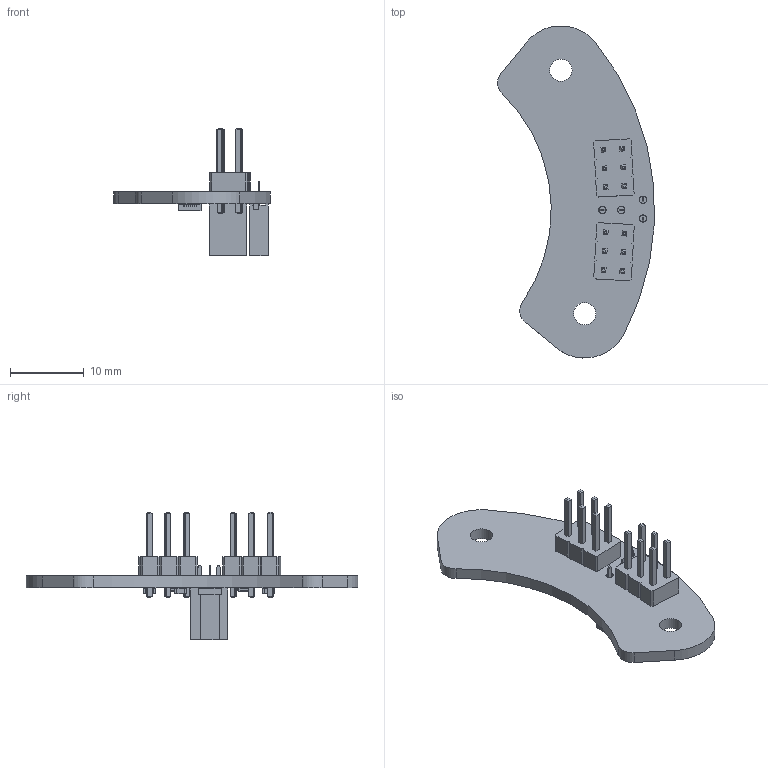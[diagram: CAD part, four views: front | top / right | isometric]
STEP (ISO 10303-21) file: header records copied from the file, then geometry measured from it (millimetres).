
FILE_DESCRIPTION(('KiCad electronic assembly'),'2;1');
FILE_NAME('universal_hall_pcb_v2.9.step','2022-02-25T15:50:05',('Pcbnew' ),('Kicad'),'Open CASCADE STEP processor 7.5', 'KiCad to STEP converter','Unknown');
FILE_SCHEMA(('AUTOMOTIVE_DESIGN { 1 0 10303 214 1 1 1 1 }'));
Length unit declared in the file: millimetre
Products named in the file (12): universal_hall_pcb_v2.9 1; PinHeader_2x03_P2.54mm_Vertical; SOLID; C_0603_1608Metric; R_0603_1608Metric; PinSocket_1x02_P2.54mm_Vertical; QFN-3x3_MA710_MNP; COMPOUND; universal_hall_pcb_RI70_v2.9 PCB
Assembly tree (16 placements, depth 3):
  universal_hall_pcb_v2.9 1
    PinHeader_2x03_P2.54mm_Vertical  x2
      SOLID
    C_0603_1608Metric  x3
      SOLID
    R_0603_1608Metric  x2
      SOLID
    PinSocket_1x02_P2.54mm_Vertical  x2
      SOLID
    QFN-3x3_MA710_MNP
      COMPOUND
    universal_hall_pcb_RI70_v2.9 PCB
Bounding box: 21.22 x 44.9 x 17.24 mm (x, y, z)
Volume: 1362.9 mm3; surface area: 2444.4 mm2
Topology: 29 solids, 29 shells, 711 faces, 1713 edges, 1102 vertices
Faces by surface type: bspline 683, cylinder 24, plane 4
Full cylindrical faces by diameter (mm): 1 x16, 3 x2
Entity records: 25830 total; most frequent: CARTESIAN_POINT 8703, B_SPLINE_CURVE_WITH_KNOTS 2733, ORIENTED_EDGE 2034, PCURVE 2034, DEFINITIONAL_REPRESENTATION 2034, EDGE_CURVE 1017, SURFACE_CURVE 998, VERTEX_POINT 658
